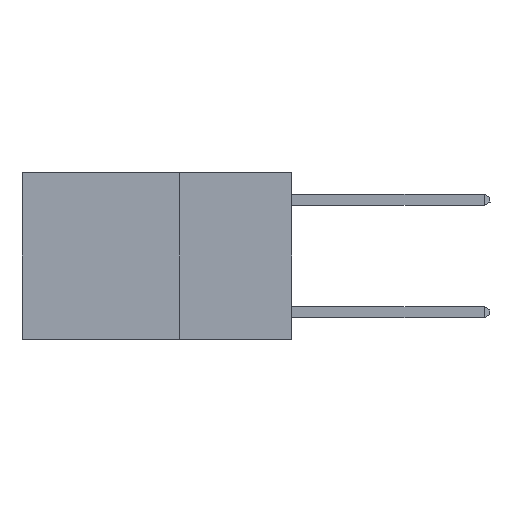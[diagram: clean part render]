
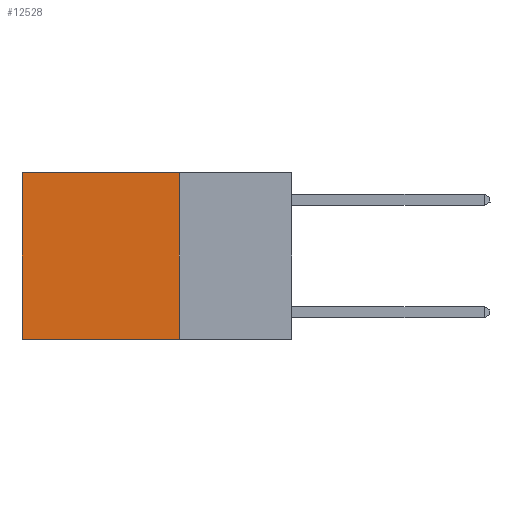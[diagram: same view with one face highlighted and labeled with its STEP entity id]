
A CAD part, left-side view. The second image highlights one B-rep face of the part: STEP entity #12528.
In plain terms, the highlighted planar face has unit normal (-1, 0, 0).
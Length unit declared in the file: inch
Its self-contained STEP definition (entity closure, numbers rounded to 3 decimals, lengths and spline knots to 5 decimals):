
#32 = DIRECTION ( 'NONE',  ( 0., 0., -1. ) ) ;
#408 = VECTOR ( 'NONE', #11372, 39.37008 ) ;
#1537 = CARTESIAN_POINT ( 'NONE',  ( 0.2625, 0.25, 0. ) ) ;
#1538 = LINE ( 'NONE', #10263, #14778 ) ;
#2321 = LINE ( 'NONE', #13068, #14486 ) ;
#3139 = DIRECTION ( 'NONE',  ( 0., 1., 0. ) ) ;
#3341 = ORIENTED_EDGE ( 'NONE', *, *, #9155, .T. ) ;
#3745 = VERTEX_POINT ( 'NONE', #10394 ) ;
#4353 = CARTESIAN_POINT ( 'NONE',  ( 0.2625, 0.25, 0. ) ) ;
#4715 = DIRECTION ( 'NONE',  ( 1., 0., 0. ) ) ;
#4775 = PLANE ( 'NONE',  #7580 ) ;
#5375 = ORIENTED_EDGE ( 'NONE', *, *, #7707, .F. ) ;
#5583 = CARTESIAN_POINT ( 'NONE',  ( 0.2625, 0.6, 0. ) ) ;
#6548 = VECTOR ( 'NONE', #32, 39.37008 ) ;
#6747 = CARTESIAN_POINT ( 'NONE',  ( 0.2625, 0.6, 0. ) ) ;
#7540 = VERTEX_POINT ( 'NONE', #6747 ) ;
#7580 = AXIS2_PLACEMENT_3D ( 'NONE', #17477, #4715, #14591 ) ;
#7707 = EDGE_CURVE ( 'NONE', #13194, #3745, #18050, .T. ) ;
#8772 = ORIENTED_EDGE ( 'NONE', *, *, #12514, .F. ) ;
#9155 = EDGE_CURVE ( 'NONE', #13194, #7540, #2321, .T. ) ;
#9286 = EDGE_LOOP ( 'NONE', ( #17724, #8772, #5375, #3341 ) ) ;
#9892 = LINE ( 'NONE', #5583, #6548 ) ;
#10263 = CARTESIAN_POINT ( 'NONE',  ( 0.2625, 0.25, -0.37 ) ) ;
#10394 = CARTESIAN_POINT ( 'NONE',  ( 0.2625, 0.25, -0.37 ) ) ;
#11372 = DIRECTION ( 'NONE',  ( 0., 0., -1. ) ) ;
#12514 = EDGE_CURVE ( 'NONE', #3745, #18137, #1538, .T. ) ;
#12528 = ADVANCED_FACE ( 'NONE', ( #13659 ), #4775, .F. ) ;
#13068 = CARTESIAN_POINT ( 'NONE',  ( 0.2625, 0.25, 0. ) ) ;
#13176 = EDGE_CURVE ( 'NONE', #7540, #18137, #9892, .T. ) ;
#13194 = VERTEX_POINT ( 'NONE', #4353 ) ;
#13659 = FACE_OUTER_BOUND ( 'NONE', #9286, .T. ) ;
#14486 = VECTOR ( 'NONE', #3139, 39.37008 ) ;
#14591 = DIRECTION ( 'NONE',  ( 0., 0., -1. ) ) ;
#14778 = VECTOR ( 'NONE', #15951, 39.37008 ) ;
#15951 = DIRECTION ( 'NONE',  ( 0., 1., 0. ) ) ;
#17477 = CARTESIAN_POINT ( 'NONE',  ( 0.2625, 0.25, 0. ) ) ;
#17724 = ORIENTED_EDGE ( 'NONE', *, *, #13176, .T. ) ;
#18040 = CARTESIAN_POINT ( 'NONE',  ( 0.2625, 0.6, -0.37 ) ) ;
#18050 = LINE ( 'NONE', #1537, #408 ) ;
#18137 = VERTEX_POINT ( 'NONE', #18040 ) ;
